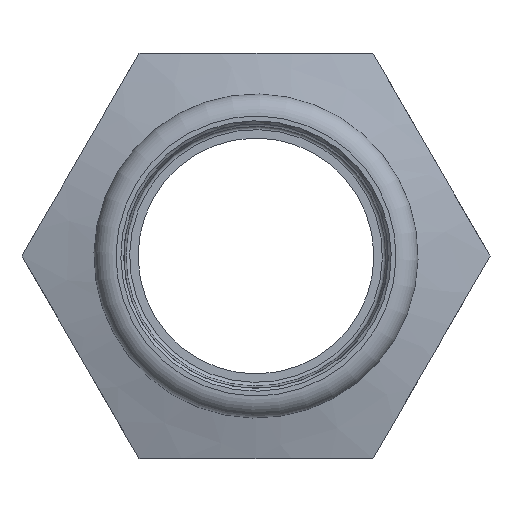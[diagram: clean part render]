
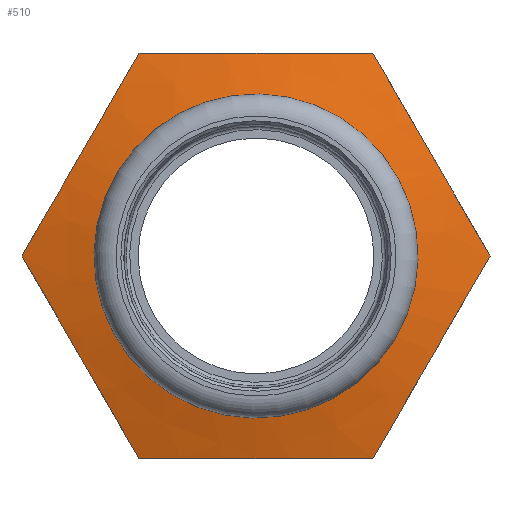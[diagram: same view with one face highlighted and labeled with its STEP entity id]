
A CAD part, left-side view. The second image highlights one B-rep face of the part: STEP entity #510.
In plain terms, the highlighted conical face has half-angle 75 degrees and reference radius 19.2 mm.
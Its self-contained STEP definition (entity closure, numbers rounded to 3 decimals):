
#32=CONICAL_SURFACE('',#588,19.2,1.309);
#40=(
BOUNDED_CURVE()
B_SPLINE_CURVE(2,(#841,#842,#843),.UNSPECIFIED.,.F.,.F.)
B_SPLINE_CURVE_WITH_KNOTS((3,3),(12.378,16.766),
 .UNSPECIFIED.)
CURVE()
GEOMETRIC_REPRESENTATION_ITEM()
RATIONAL_B_SPLINE_CURVE((2.788,2.797,2.588))
REPRESENTATION_ITEM('')
);
#41=(
BOUNDED_CURVE()
B_SPLINE_CURVE(2,(#846,#847,#848),.UNSPECIFIED.,.F.,.F.)
B_SPLINE_CURVE_WITH_KNOTS((3,3),(8.36,12.378),
 .UNSPECIFIED.)
CURVE()
GEOMETRIC_REPRESENTATION_ITEM()
RATIONAL_B_SPLINE_CURVE((2.588,2.78,2.788))
REPRESENTATION_ITEM('')
);
#42=(
BOUNDED_CURVE()
B_SPLINE_CURVE(2,(#851,#852,#853),.UNSPECIFIED.,.F.,.F.)
B_SPLINE_CURVE_WITH_KNOTS((3,3),(8.36,16.766),
 .UNSPECIFIED.)
CURVE()
GEOMETRIC_REPRESENTATION_ITEM()
RATIONAL_B_SPLINE_CURVE((2.588,2.989,2.588))
REPRESENTATION_ITEM('')
);
#43=B_SPLINE_CURVE_WITH_KNOTS('',5,(#772,#773,#774,#775,#776,#777,#778,
#779,#780,#781,#782,#783,#784,#785,#786),.UNSPECIFIED.,.F.,.F.,(6,3,3,3,
6),(0.,28.043,75.502,102.882,109.991),
 .UNSPECIFIED.);
#44=B_SPLINE_CURVE_WITH_KNOTS('',5,(#796,#797,#798,#799,#800,#801,#802,
#803,#804,#805,#806,#807,#808,#809,#810),.UNSPECIFIED.,.F.,.F.,(6,3,3,3,
6),(0.,28.043,75.502,102.882,109.991),
 .UNSPECIFIED.);
#45=B_SPLINE_CURVE_WITH_KNOTS('',5,(#860,#861,#862,#863,#864,#865,#866,
#867,#868,#869,#870,#871,#872,#873,#874),.UNSPECIFIED.,.F.,.F.,(6,3,3,3,
6),(0.,28.043,75.502,102.882,109.991),
 .UNSPECIFIED.);
#46=B_SPLINE_CURVE_WITH_KNOTS('',5,(#877,#878,#879,#880,#881,#882,#883,
#884,#885,#886,#887,#888,#889,#890,#891),.UNSPECIFIED.,.F.,.F.,(6,3,3,3,
6),(0.,28.043,75.502,102.882,109.991),
 .UNSPECIFIED.);
#80=FACE_OUTER_BOUND('',#114,.T.);
#114=EDGE_LOOP('',(#408,#409,#410,#411,#412,#413,#414,#415,#416,#417,#418));
#141=LINE('',#952,#161);
#161=VECTOR('',#720,19.2);
#189=CIRCLE('',#589,19.941);
#190=CIRCLE('',#590,19.941);
#202=VERTEX_POINT('',#770);
#203=VERTEX_POINT('',#771);
#206=VERTEX_POINT('',#795);
#213=VERTEX_POINT('',#840);
#214=VERTEX_POINT('',#844);
#215=VERTEX_POINT('',#850);
#217=VERTEX_POINT('',#859);
#235=VERTEX_POINT('',#951);
#236=VERTEX_POINT('',#953);
#246=EDGE_CURVE('',#202,#203,#43,.T.);
#250=EDGE_CURVE('',#203,#206,#44,.T.);
#260=EDGE_CURVE('',#202,#213,#40,.F.);
#262=EDGE_CURVE('',#213,#214,#41,.F.);
#263=EDGE_CURVE('',#215,#206,#42,.F.);
#266=EDGE_CURVE('',#217,#214,#45,.T.);
#268=EDGE_CURVE('',#215,#217,#46,.T.);
#297=EDGE_CURVE('',#213,#235,#141,.T.);
#298=EDGE_CURVE('',#236,#235,#189,.F.);
#299=EDGE_CURVE('',#235,#236,#190,.F.);
#408=ORIENTED_EDGE('',*,*,#260,.T.);
#409=ORIENTED_EDGE('',*,*,#297,.T.);
#410=ORIENTED_EDGE('',*,*,#298,.F.);
#411=ORIENTED_EDGE('',*,*,#299,.F.);
#412=ORIENTED_EDGE('',*,*,#297,.F.);
#413=ORIENTED_EDGE('',*,*,#262,.T.);
#414=ORIENTED_EDGE('',*,*,#266,.F.);
#415=ORIENTED_EDGE('',*,*,#268,.F.);
#416=ORIENTED_EDGE('',*,*,#263,.T.);
#417=ORIENTED_EDGE('',*,*,#250,.F.);
#418=ORIENTED_EDGE('',*,*,#246,.F.);
#510=ADVANCED_FACE('',(#80),#32,.T.);
#588=AXIS2_PLACEMENT_3D('',#950,#718,#719);
#589=AXIS2_PLACEMENT_3D('',#954,#721,#722);
#590=AXIS2_PLACEMENT_3D('',#955,#723,#724);
#718=DIRECTION('center_axis',(1.,0.,0.));
#719=DIRECTION('ref_axis',(0.,-0.878,-0.479));
#720=DIRECTION('',(-0.259,-0.848,-0.463));
#721=DIRECTION('center_axis',(1.,0.,0.));
#722=DIRECTION('ref_axis',(0.,-1.,0.));
#723=DIRECTION('center_axis',(1.,0.,0.));
#724=DIRECTION('ref_axis',(0.,-1.,0.));
#770=CARTESIAN_POINT('',(26.764,15.877,27.5));
#771=CARTESIAN_POINT('',(26.764,-15.877,27.5));
#772=CARTESIAN_POINT('Ctrl Pts',(26.764,15.877,27.5));
#773=CARTESIAN_POINT('Ctrl Pts',(26.51,13.978,27.5));
#774=CARTESIAN_POINT('Ctrl Pts',(26.299,12.193,27.5));
#775=CARTESIAN_POINT('Ctrl Pts',(26.126,10.497,27.5));
#776=CARTESIAN_POINT('Ctrl Pts',(25.751,6.115,27.5));
#777=CARTESIAN_POINT('Ctrl Pts',(25.6,2.087,27.5));
#778=CARTESIAN_POINT('Ctrl Pts',(25.58,-0.393,27.5));
#779=CARTESIAN_POINT('Ctrl Pts',(25.664,-4.337,27.5));
#780=CARTESIAN_POINT('Ctrl Pts',(25.956,-8.541,27.5));
#781=CARTESIAN_POINT('Ctrl Pts',(26.092,-10.131,27.5));
#782=CARTESIAN_POINT('Ctrl Pts',(26.305,-12.22,27.5));
#783=CARTESIAN_POINT('Ctrl Pts',(26.579,-14.455,27.5));
#784=CARTESIAN_POINT('Ctrl Pts',(26.638,-14.922,27.5));
#785=CARTESIAN_POINT('Ctrl Pts',(26.699,-15.396,27.5));
#786=CARTESIAN_POINT('Ctrl Pts',(26.764,-15.877,27.5));
#795=CARTESIAN_POINT('',(26.764,-31.754,0.));
#796=CARTESIAN_POINT('Ctrl Pts',(26.764,-15.877,27.5));
#797=CARTESIAN_POINT('Ctrl Pts',(26.51,-16.827,25.856));
#798=CARTESIAN_POINT('Ctrl Pts',(26.299,-17.719,24.31));
#799=CARTESIAN_POINT('Ctrl Pts',(26.126,-18.567,22.841));
#800=CARTESIAN_POINT('Ctrl Pts',(25.751,-20.758,19.045));
#801=CARTESIAN_POINT('Ctrl Pts',(25.6,-22.772,15.557));
#802=CARTESIAN_POINT('Ctrl Pts',(25.58,-24.012,13.41));
#803=CARTESIAN_POINT('Ctrl Pts',(25.664,-25.984,9.994));
#804=CARTESIAN_POINT('Ctrl Pts',(25.956,-28.086,6.353));
#805=CARTESIAN_POINT('Ctrl Pts',(26.092,-28.881,4.977));
#806=CARTESIAN_POINT('Ctrl Pts',(26.305,-29.926,3.167));
#807=CARTESIAN_POINT('Ctrl Pts',(26.579,-31.043,1.232));
#808=CARTESIAN_POINT('Ctrl Pts',(26.638,-31.277,0.827));
#809=CARTESIAN_POINT('Ctrl Pts',(26.699,-31.514,0.417));
#810=CARTESIAN_POINT('Ctrl Pts',(26.764,-31.754,0.));
#840=CARTESIAN_POINT('',(25.626,24.14,13.188));
#841=CARTESIAN_POINT('Ctrl Pts',(25.626,24.14,13.188));
#842=CARTESIAN_POINT('Ctrl Pts',(25.578,20.305,19.831));
#843=CARTESIAN_POINT('Ctrl Pts',(26.764,15.877,27.5));
#844=CARTESIAN_POINT('',(26.764,31.754,0.));
#846=CARTESIAN_POINT('Ctrl Pts',(26.764,31.754,0.));
#847=CARTESIAN_POINT('Ctrl Pts',(25.671,27.674,7.066));
#848=CARTESIAN_POINT('Ctrl Pts',(25.626,24.14,13.188));
#850=CARTESIAN_POINT('',(26.764,-15.877,-27.5));
#851=CARTESIAN_POINT('Ctrl Pts',(26.764,-31.754,0.));
#852=CARTESIAN_POINT('Ctrl Pts',(24.637,-23.816,-13.75));
#853=CARTESIAN_POINT('Ctrl Pts',(26.764,-15.877,-27.5));
#859=CARTESIAN_POINT('',(26.764,15.877,-27.5));
#860=CARTESIAN_POINT('Ctrl Pts',(26.764,15.877,-27.5));
#861=CARTESIAN_POINT('Ctrl Pts',(26.51,16.827,-25.856));
#862=CARTESIAN_POINT('Ctrl Pts',(26.299,17.719,-24.31));
#863=CARTESIAN_POINT('Ctrl Pts',(26.126,18.567,-22.841));
#864=CARTESIAN_POINT('Ctrl Pts',(25.751,20.758,-19.045));
#865=CARTESIAN_POINT('Ctrl Pts',(25.6,22.772,-15.557));
#866=CARTESIAN_POINT('Ctrl Pts',(25.58,24.012,-13.41));
#867=CARTESIAN_POINT('Ctrl Pts',(25.664,25.984,-9.994));
#868=CARTESIAN_POINT('Ctrl Pts',(25.956,28.086,-6.353));
#869=CARTESIAN_POINT('Ctrl Pts',(26.092,28.881,-4.977));
#870=CARTESIAN_POINT('Ctrl Pts',(26.305,29.926,-3.167));
#871=CARTESIAN_POINT('Ctrl Pts',(26.579,31.043,-1.232));
#872=CARTESIAN_POINT('Ctrl Pts',(26.638,31.277,-0.827));
#873=CARTESIAN_POINT('Ctrl Pts',(26.699,31.514,-0.417));
#874=CARTESIAN_POINT('Ctrl Pts',(26.764,31.754,0.));
#877=CARTESIAN_POINT('Ctrl Pts',(26.764,-15.877,-27.5));
#878=CARTESIAN_POINT('Ctrl Pts',(26.51,-13.978,-27.5));
#879=CARTESIAN_POINT('Ctrl Pts',(26.299,-12.193,-27.5));
#880=CARTESIAN_POINT('Ctrl Pts',(26.126,-10.497,-27.5));
#881=CARTESIAN_POINT('Ctrl Pts',(25.751,-6.115,-27.5));
#882=CARTESIAN_POINT('Ctrl Pts',(25.6,-2.087,-27.5));
#883=CARTESIAN_POINT('Ctrl Pts',(25.58,0.393,-27.5));
#884=CARTESIAN_POINT('Ctrl Pts',(25.664,4.337,-27.5));
#885=CARTESIAN_POINT('Ctrl Pts',(25.956,8.541,-27.5));
#886=CARTESIAN_POINT('Ctrl Pts',(26.092,10.131,-27.5));
#887=CARTESIAN_POINT('Ctrl Pts',(26.305,12.22,-27.5));
#888=CARTESIAN_POINT('Ctrl Pts',(26.579,14.455,-27.5));
#889=CARTESIAN_POINT('Ctrl Pts',(26.638,14.922,-27.5));
#890=CARTESIAN_POINT('Ctrl Pts',(26.699,15.396,-27.5));
#891=CARTESIAN_POINT('Ctrl Pts',(26.764,15.877,-27.5));
#950=CARTESIAN_POINT('Origin',(23.4,0.,0.));
#951=CARTESIAN_POINT('',(23.599,17.5,9.56));
#952=CARTESIAN_POINT('',(23.4,16.85,9.205));
#953=CARTESIAN_POINT('',(23.599,-17.5,9.56));
#954=CARTESIAN_POINT('Origin',(23.599,0.,0.));
#955=CARTESIAN_POINT('Origin',(23.599,0.,0.));
